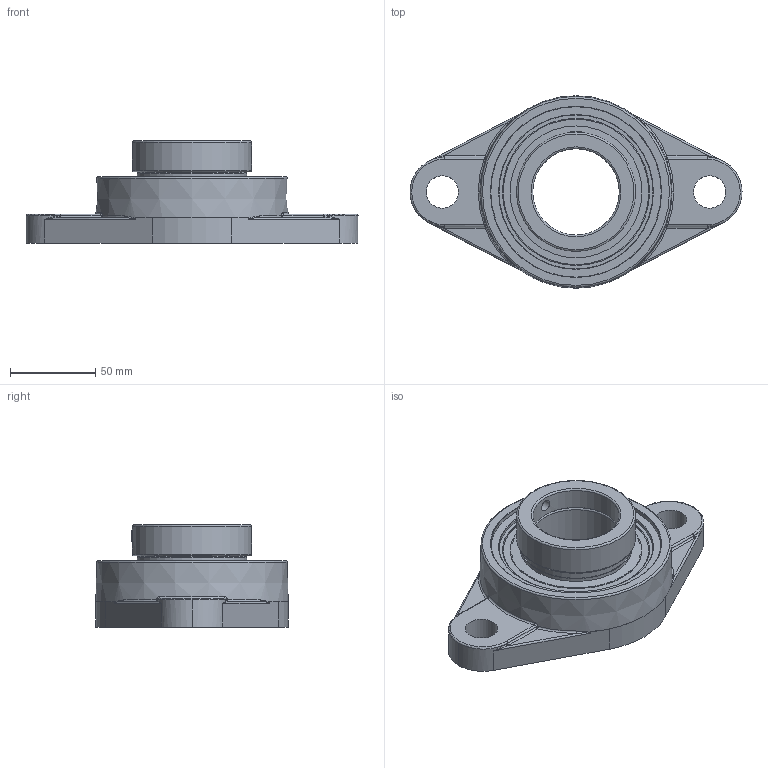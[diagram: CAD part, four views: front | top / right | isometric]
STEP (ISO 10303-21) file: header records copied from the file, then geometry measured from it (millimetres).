
FILE_DESCRIPTION(('HOOPS Exchange Step'),'2;1');
FILE_NAME('export-C0ECBC93-F1C8-461B-8D0F-01957293694C.stp','2020-05-15T13:57:10-07:00',('dkerr'),('Alibre'),'HOOPS Exchange 2020.0','Alibre','Unknown authorisation');
FILE_SCHEMA( ('AP242_MANAGED_MODEL_BASED_3D_ENGINEERING_MIM_LF {1 0 10303 442 1 1 4 }') );
Length unit declared in the file: inch
Products named in the file (8): MRN SFLM L4L 210; SNC 210 (Ball Bearing); SNC 210 (Shield); SNC 210 (Setscrew); SNC 210-32 (Collar); SNC 210-32 L4L (2.000) (Race); MRN SNC 210-32 L4L (2.000inch); MRN SNCFLM 210-32 L4L (2.000inch)
Assembly tree (8 placements, depth 3):
  MRN SNCFLM 210-32 L4L (2.000inch)
    MRN SFLM L4L 210
    MRN SNC 210-32 L4L (2.000inch)
      SNC 210 (Ball Bearing)
      SNC 210 (Shield)  x2
      SNC 210 (Setscrew)
      SNC 210-32 (Collar)
      SNC 210-32 L4L (2.000) (Race)
Bounding box: 195 x 113 x 60.09 mm (x, y, z)
Volume: 317944.2 mm3; surface area: 101872.1 mm2
Topology: 17 solids, 17 shells, 177 faces, 455 edges, 286 vertices
Faces by surface type: cylinder 52, plane 47, torus 28, sphere 21, bspline 16, cone 13
Full cylindrical faces by diameter (mm): 6.782 x3, 19 x2, 50.8 x2, 59.385 x2, 64.516 x4, 65.278 x2, 69.901 x1, 76.2 x2, 77.47 x2, 90.458 x1, 92.458 x1, 100.1 x1
Entity records: 12932 total; most frequent: CARTESIAN_POINT 8638, DIRECTION 923, ORIENTED_EDGE 808, AXIS2_PLACEMENT_3D 406, EDGE_CURVE 404, VERTEX_POINT 272, CIRCLE 228, EDGE_LOOP 192
